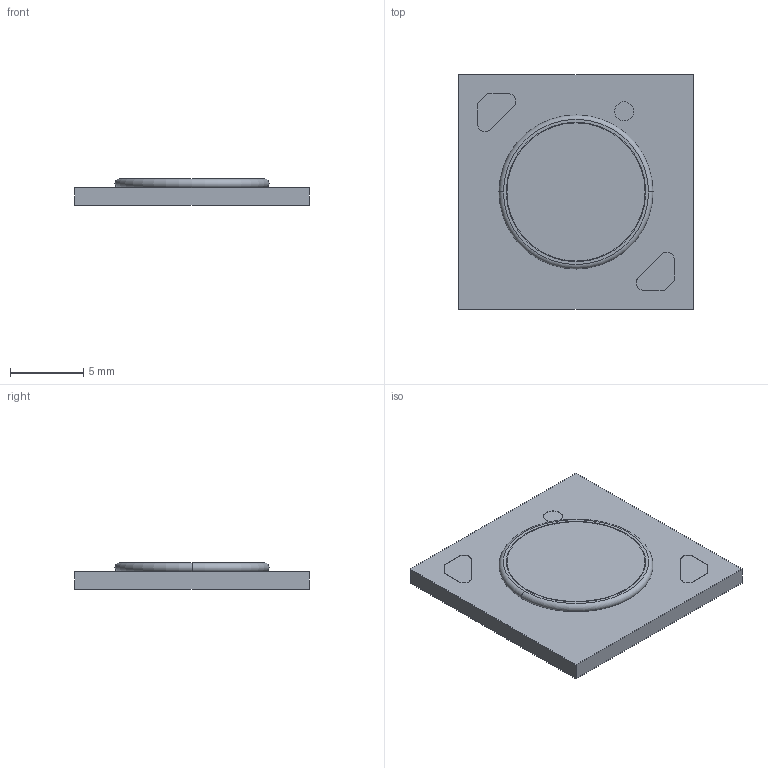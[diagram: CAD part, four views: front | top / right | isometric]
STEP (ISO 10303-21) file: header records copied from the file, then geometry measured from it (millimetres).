
FILE_DESCRIPTION((''),'2;1');
FILE_NAME('CXA15XX','2012-05-09T',('myoumans'),('Cree, Inc.'),'PRO/ENGINEER BY PARAMETRIC TECHNOLOGY CORPORATION, 2009220','PRO/ENGINEER BY PARAMETRIC TECHNOLOGY CORPORATION, 2009220','');
FILE_SCHEMA(('CONFIG_CONTROL_DESIGN'));
Length unit declared in the file: millimetre
Products named in the file (1): CXA15XX
Bounding box: 16 x 16 x 1.78 mm (x, y, z)
Volume: 350.9 mm3; surface area: 613.7 mm2
Topology: 1 solids, 1 shells, 44 faces, 110 edges, 73 vertices
Faces by surface type: plane 27, cylinder 13, torus 4
Entity records: 1369 total; most frequent: CARTESIAN_POINT 238, DIRECTION 235, ORIENTED_EDGE 220, EDGE_CURVE 110, AXIS2_PLACEMENT_3D 84, VERTEX_POINT 73, VECTOR 67, LINE 67
